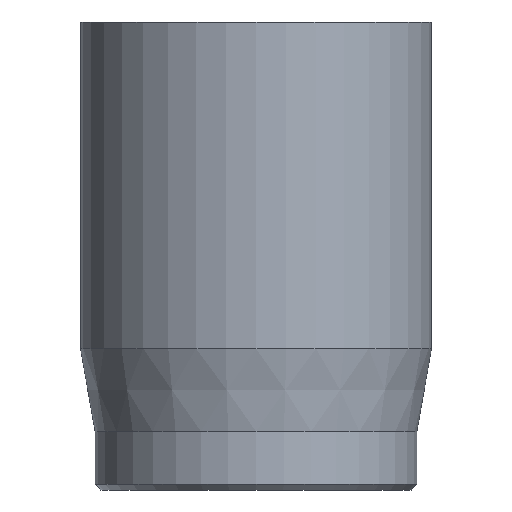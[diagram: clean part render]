
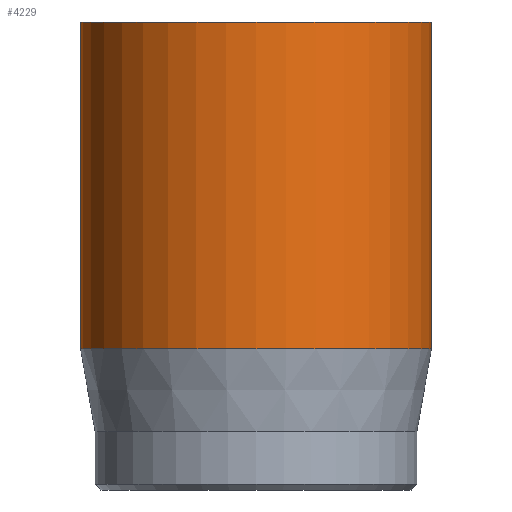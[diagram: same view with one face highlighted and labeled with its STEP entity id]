
A CAD part, front view. The second image highlights one B-rep face of the part: STEP entity #4229.
In plain terms, the highlighted cylindrical face has radius 3 mm (diameter 6 mm), a full revolution.
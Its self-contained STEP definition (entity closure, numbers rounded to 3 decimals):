
#31=CYLINDRICAL_SURFACE('',#4401,3.);
#45=CIRCLE('',#4374,3.);
#57=CIRCLE('',#4399,3.);
#58=CIRCLE('',#4400,3.);
#377=FACE_OUTER_BOUND('',#628,.T.);
#628=EDGE_LOOP('',(#3771,#3772,#3773,#3774,#3775));
#936=LINE('',#8073,#1255);
#1255=VECTOR('',#4896,3.);
#1945=VERTEX_POINT('',#8024);
#1957=VERTEX_POINT('',#8067);
#1958=VERTEX_POINT('',#8068);
#2549=EDGE_CURVE('',#1945,#1945,#45,.T.);
#2567=EDGE_CURVE('',#1957,#1958,#57,.T.);
#2568=EDGE_CURVE('',#1958,#1957,#58,.T.);
#2570=EDGE_CURVE('',#1945,#1957,#936,.T.);
#3771=ORIENTED_EDGE('',*,*,#2549,.T.);
#3772=ORIENTED_EDGE('',*,*,#2570,.T.);
#3773=ORIENTED_EDGE('',*,*,#2567,.T.);
#3774=ORIENTED_EDGE('',*,*,#2568,.T.);
#3775=ORIENTED_EDGE('',*,*,#2570,.F.);
#4229=ADVANCED_FACE('',(#377),#31,.T.);
#4374=AXIS2_PLACEMENT_3D('',#8025,#4833,#4834);
#4399=AXIS2_PLACEMENT_3D('',#8069,#4889,#4890);
#4400=AXIS2_PLACEMENT_3D('',#8070,#4891,#4892);
#4401=AXIS2_PLACEMENT_3D('',#8072,#4894,#4895);
#4833=DIRECTION('center_axis',(0.,0.,-1.));
#4834=DIRECTION('ref_axis',(-1.,0.,0.));
#4889=DIRECTION('center_axis',(0.,0.,1.));
#4890=DIRECTION('ref_axis',(-1.,0.,0.));
#4891=DIRECTION('center_axis',(0.,0.,1.));
#4892=DIRECTION('ref_axis',(-1.,0.,0.));
#4894=DIRECTION('center_axis',(0.,0.,1.));
#4895=DIRECTION('ref_axis',(-1.,0.,0.));
#4896=DIRECTION('',(0.,0.,-1.));
#8024=CARTESIAN_POINT('',(3.,0.,8.));
#8025=CARTESIAN_POINT('Origin',(0.,0.,8.));
#8067=CARTESIAN_POINT('',(3.,0.,2.418));
#8068=CARTESIAN_POINT('',(-3.,0.,2.418));
#8069=CARTESIAN_POINT('Origin',(0.,0.,2.418));
#8070=CARTESIAN_POINT('Origin',(0.,0.,2.418));
#8072=CARTESIAN_POINT('Origin',(0.,0.,0.));
#8073=CARTESIAN_POINT('',(3.,0.,0.));
